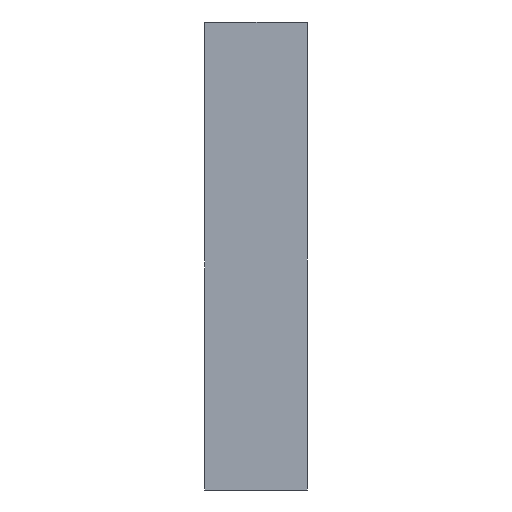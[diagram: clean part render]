
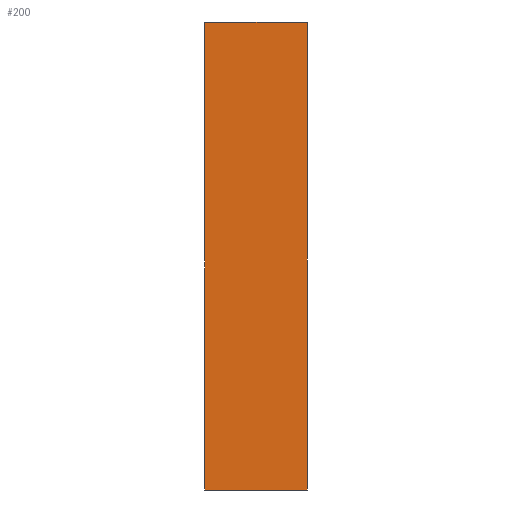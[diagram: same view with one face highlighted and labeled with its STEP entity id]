
A CAD part, left-side view. The second image highlights one B-rep face of the part: STEP entity #200.
In plain terms, the highlighted planar face has unit normal (-1, 0, 0).
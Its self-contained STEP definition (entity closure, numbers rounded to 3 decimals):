
#26=PLANE('',#234);
#38=FACE_OUTER_BOUND('',#54,.T.);
#54=EDGE_LOOP('',(#173,#174,#175,#176));
#64=LINE('',#327,#80);
#71=LINE('',#340,#87);
#72=LINE('',#343,#88);
#73=LINE('',#344,#89);
#80=VECTOR('',#274,10.);
#87=VECTOR('',#285,10.);
#88=VECTOR('',#288,10.);
#89=VECTOR('',#289,10.);
#108=VERTEX_POINT('',#324);
#109=VERTEX_POINT('',#326);
#113=VERTEX_POINT('',#338);
#114=VERTEX_POINT('',#342);
#128=EDGE_CURVE('',#108,#109,#64,.T.);
#135=EDGE_CURVE('',#113,#109,#71,.T.);
#136=EDGE_CURVE('',#113,#114,#72,.T.);
#137=EDGE_CURVE('',#114,#108,#73,.T.);
#173=ORIENTED_EDGE('',*,*,#136,.F.);
#174=ORIENTED_EDGE('',*,*,#135,.T.);
#175=ORIENTED_EDGE('',*,*,#128,.F.);
#176=ORIENTED_EDGE('',*,*,#137,.F.);
#200=ADVANCED_FACE('',(#38),#26,.T.);
#234=AXIS2_PLACEMENT_3D('',#341,#286,#287);
#274=DIRECTION('',(0.,0.,1.));
#285=DIRECTION('',(0.,1.,0.));
#286=DIRECTION('center_axis',(-1.,0.,0.));
#287=DIRECTION('ref_axis',(0.,0.,1.));
#288=DIRECTION('',(0.,0.,-1.));
#289=DIRECTION('',(0.,1.,0.));
#324=CARTESIAN_POINT('',(-282.,18.,-41.));
#326=CARTESIAN_POINT('',(-282.,18.,41.));
#327=CARTESIAN_POINT('',(-282.,18.,41.));
#338=CARTESIAN_POINT('',(-282.,0.,41.));
#340=CARTESIAN_POINT('',(-282.,0.,41.));
#341=CARTESIAN_POINT('Origin',(-282.,0.,-41.));
#342=CARTESIAN_POINT('',(-282.,0.,-41.));
#343=CARTESIAN_POINT('',(-282.,0.,41.));
#344=CARTESIAN_POINT('',(-282.,0.,-41.));
